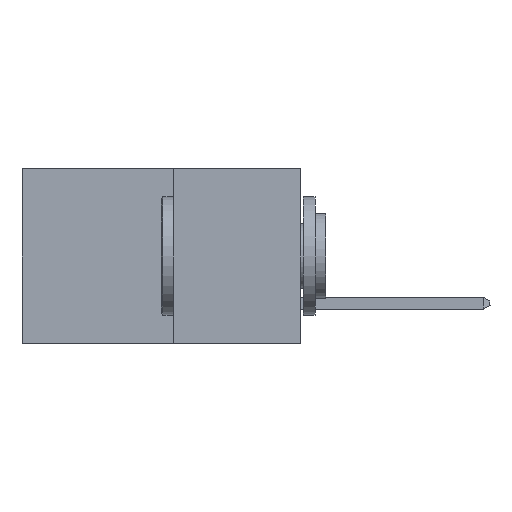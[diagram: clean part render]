
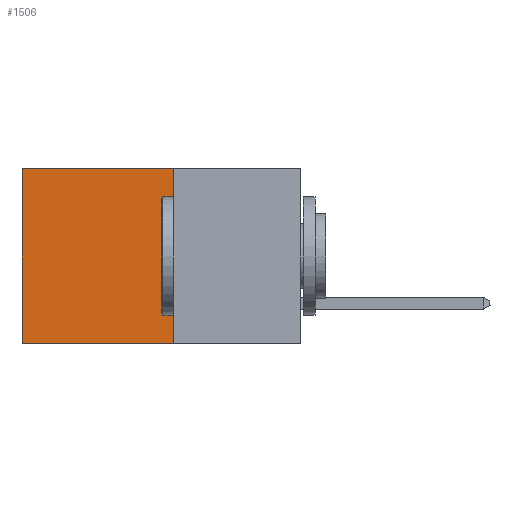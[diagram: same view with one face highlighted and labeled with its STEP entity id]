
A CAD part, left-side view. The second image highlights one B-rep face of the part: STEP entity #1506.
In plain terms, the highlighted planar face has unit normal (-1, 0, 0).
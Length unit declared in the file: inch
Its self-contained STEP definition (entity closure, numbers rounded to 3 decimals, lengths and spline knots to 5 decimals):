
#132 = VECTOR ( 'NONE', #13688, 39.37008 ) ;
#679 = VERTEX_POINT ( 'NONE', #17686 ) ;
#1506 = ADVANCED_FACE ( 'NONE', ( #11469 ), #8743, .F. ) ;
#1963 = ORIENTED_EDGE ( 'NONE', *, *, #8794, .T. ) ;
#1982 = CARTESIAN_POINT ( 'NONE',  ( 0.277, 0.27, -0.37 ) ) ;
#2106 = DIRECTION ( 'NONE',  ( 0., 0., -1. ) ) ;
#2151 = ORIENTED_EDGE ( 'NONE', *, *, #2692, .F. ) ;
#2534 = VERTEX_POINT ( 'NONE', #13503 ) ;
#2692 = EDGE_CURVE ( 'NONE', #2534, #3795, #13792, .T. ) ;
#2729 = CARTESIAN_POINT ( 'NONE',  ( 0.277, 0.27, -0.37 ) ) ;
#3660 = CARTESIAN_POINT ( 'NONE',  ( 0.277, 0.27, 0. ) ) ;
#3795 = VERTEX_POINT ( 'NONE', #11882 ) ;
#5343 = DIRECTION ( 'NONE',  ( 0., 1., 0. ) ) ;
#5591 = VECTOR ( 'NONE', #5343, 39.37008 ) ;
#5686 = AXIS2_PLACEMENT_3D ( 'NONE', #13995, #12911, #11440 ) ;
#6633 = ORIENTED_EDGE ( 'NONE', *, *, #7026, .F. ) ;
#7026 = EDGE_CURVE ( 'NONE', #679, #2534, #10166, .T. ) ;
#8743 = PLANE ( 'NONE',  #5686 ) ;
#8794 = EDGE_CURVE ( 'NONE', #13934, #3795, #17804, .T. ) ;
#9645 = VECTOR ( 'NONE', #2106, 39.37008 ) ;
#9880 = VECTOR ( 'NONE', #17702, 39.37008 ) ;
#9936 = EDGE_LOOP ( 'NONE', ( #1963, #2151, #6633, #11871 ) ) ;
#10166 = LINE ( 'NONE', #1982, #9645 ) ;
#11440 = DIRECTION ( 'NONE',  ( 0., 0., -1. ) ) ;
#11469 = FACE_OUTER_BOUND ( 'NONE', #9936, .T. ) ;
#11871 = ORIENTED_EDGE ( 'NONE', *, *, #20279, .T. ) ;
#11882 = CARTESIAN_POINT ( 'NONE',  ( 0.277, 0.59, -0.37 ) ) ;
#11911 = CARTESIAN_POINT ( 'NONE',  ( 0.277, 0.59, 0. ) ) ;
#12911 = DIRECTION ( 'NONE',  ( 1., 0., 0. ) ) ;
#13503 = CARTESIAN_POINT ( 'NONE',  ( 0.277, 0.27, -0.37 ) ) ;
#13688 = DIRECTION ( 'NONE',  ( 0., 0., -1. ) ) ;
#13779 = CARTESIAN_POINT ( 'NONE',  ( 0.277, 0.59, -0.37 ) ) ;
#13792 = LINE ( 'NONE', #2729, #9880 ) ;
#13934 = VERTEX_POINT ( 'NONE', #11911 ) ;
#13995 = CARTESIAN_POINT ( 'NONE',  ( 0.277, 0.27, -0.37 ) ) ;
#17686 = CARTESIAN_POINT ( 'NONE',  ( 0.277, 0.27, 0. ) ) ;
#17702 = DIRECTION ( 'NONE',  ( 0., 1., 0. ) ) ;
#17804 = LINE ( 'NONE', #13779, #132 ) ;
#18741 = LINE ( 'NONE', #3660, #5591 ) ;
#20279 = EDGE_CURVE ( 'NONE', #679, #13934, #18741, .T. ) ;
